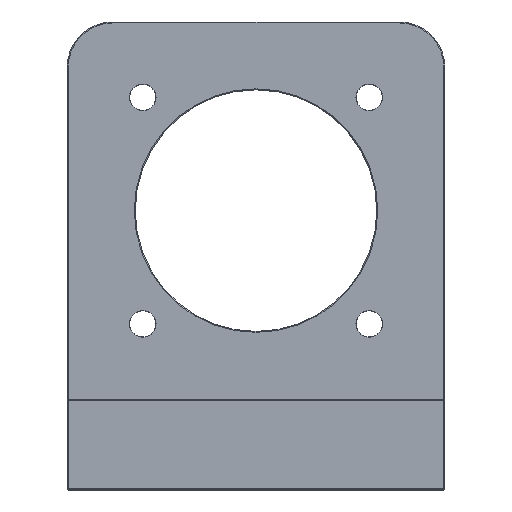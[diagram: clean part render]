
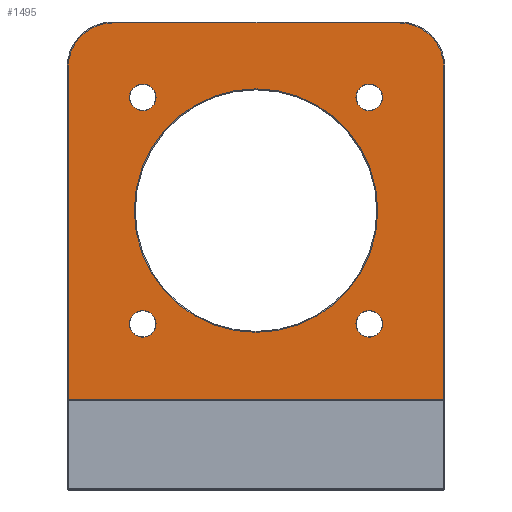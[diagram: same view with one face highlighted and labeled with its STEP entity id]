
A CAD part, top view. The second image highlights one B-rep face of the part: STEP entity #1495.
In plain terms, the highlighted planar face has unit normal (0, 0, 1).
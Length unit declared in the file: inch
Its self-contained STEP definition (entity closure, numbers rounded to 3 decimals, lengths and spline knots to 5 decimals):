
#7 = DIRECTION ( 'NONE',  ( 0., 1., 0. ) ) ;
#24 = PLANE ( 'NONE',  #2063 ) ;
#36 = CARTESIAN_POINT ( 'NONE',  ( 1.9635, -1.97, 0.1968 ) ) ;
#41 = VERTEX_POINT ( 'NONE', #1872 ) ;
#57 = DIRECTION ( 'NONE',  ( 1., 0., 0. ) ) ;
#96 = AXIS2_PLACEMENT_3D ( 'NONE', #1491, #458, #783 ) ;
#101 = VERTEX_POINT ( 'NONE', #2218 ) ;
#106 = AXIS2_PLACEMENT_3D ( 'NONE', #2043, #650, #497 ) ;
#143 = VERTEX_POINT ( 'NONE', #666 ) ;
#145 = DIRECTION ( 'NONE',  ( 0., 1., 0. ) ) ;
#150 = DIRECTION ( 'NONE',  ( 0., 0., 1. ) ) ;
#159 = FACE_BOUND ( 'NONE', #464, .T. ) ;
#160 = CARTESIAN_POINT ( 'NONE',  ( 1.9635, -0.236, 0.1968 ) ) ;
#167 = AXIS2_PLACEMENT_3D ( 'NONE', #323, #857, #543 ) ;
#169 = FACE_BOUND ( 'NONE', #294, .T. ) ;
#179 = EDGE_CURVE ( 'NONE', #1213, #1258, #1827, .T. ) ;
#182 = AXIS2_PLACEMENT_3D ( 'NONE', #1834, #391, #1810 ) ;
#193 = ORIENTED_EDGE ( 'NONE', *, *, #1651, .F. ) ;
#207 = CIRCLE ( 'NONE', #1672, 0.231 ) ;
#211 = DIRECTION ( 'NONE',  ( 0., 0., 1. ) ) ;
#224 = CARTESIAN_POINT ( 'NONE',  ( 0.3242, -0.39285, 0.1968 ) ) ;
#243 = EDGE_CURVE ( 'NONE', #1016, #304, #207, .T. ) ;
#279 = ORIENTED_EDGE ( 'NONE', *, *, #2126, .F. ) ;
#285 = CARTESIAN_POINT ( 'NONE',  ( 1.6443, -0.39285, 0.1968 ) ) ;
#294 = EDGE_LOOP ( 'NONE', ( #1904, #1185 ) ) ;
#304 = VERTEX_POINT ( 'NONE', #1774 ) ;
#307 = CARTESIAN_POINT ( 'NONE',  ( 0.4632, -1.57395, 0.1968 ) ) ;
#312 = DIRECTION ( 'NONE',  ( -1., 0., 0. ) ) ;
#323 = CARTESIAN_POINT ( 'NONE',  ( 0.3937, -0.39285, 0.1968 ) ) ;
#336 = FACE_OUTER_BOUND ( 'NONE', #1359, .T. ) ;
#349 = CARTESIAN_POINT ( 'NONE',  ( 0.3937, -0.39285, 0.1968 ) ) ;
#386 = EDGE_LOOP ( 'NONE', ( #923, #2180 ) ) ;
#391 = DIRECTION ( 'NONE',  ( 0., 0., -1. ) ) ;
#392 = DIRECTION ( 'NONE',  ( 1., 0., 0. ) ) ;
#409 = VERTEX_POINT ( 'NONE', #36 ) ;
#430 = CIRCLE ( 'NONE', #96, 0.0695 ) ;
#458 = DIRECTION ( 'NONE',  ( 0., 0., 1. ) ) ;
#464 = EDGE_LOOP ( 'NONE', ( #1900, #1323 ) ) ;
#470 = VECTOR ( 'NONE', #312, 39.37008 ) ;
#497 = DIRECTION ( 'NONE',  ( 0., 1., 0. ) ) ;
#531 = EDGE_CURVE ( 'NONE', #1156, #566, #2013, .T. ) ;
#539 = CARTESIAN_POINT ( 'NONE',  ( 1.6443, -1.57395, 0.1968 ) ) ;
#543 = DIRECTION ( 'NONE',  ( 1., 0., 0. ) ) ;
#544 = FACE_BOUND ( 'NONE', #386, .T. ) ;
#553 = CIRCLE ( 'NONE', #182, 0.6349 ) ;
#566 = VERTEX_POINT ( 'NONE', #285 ) ;
#594 = EDGE_CURVE ( 'NONE', #566, #1156, #430, .T. ) ;
#599 = EDGE_LOOP ( 'NONE', ( #279, #1528 ) ) ;
#626 = VERTEX_POINT ( 'NONE', #844 ) ;
#650 = DIRECTION ( 'NONE',  ( 0., 0., 1. ) ) ;
#651 = CARTESIAN_POINT ( 'NONE',  ( 0.3937, -1.57395, 0.1968 ) ) ;
#666 = CARTESIAN_POINT ( 'NONE',  ( 1.5053, -1.57395, 0.1968 ) ) ;
#674 = DIRECTION ( 'NONE',  ( 0., 1., 0. ) ) ;
#711 = FACE_BOUND ( 'NONE', #599, .T. ) ;
#724 = VERTEX_POINT ( 'NONE', #307 ) ;
#738 = CIRCLE ( 'NONE', #1321, 0.0695 ) ;
#767 = AXIS2_PLACEMENT_3D ( 'NONE', #651, #1000, #1352 ) ;
#783 = DIRECTION ( 'NONE',  ( 1., 0., 0. ) ) ;
#806 = VECTOR ( 'NONE', #1655, 39.37008 ) ;
#831 = DIRECTION ( 'NONE',  ( 1., 0., 0. ) ) ;
#844 = CARTESIAN_POINT ( 'NONE',  ( 0.236, -0.005, 0.1968 ) ) ;
#857 = DIRECTION ( 'NONE',  ( 0., 0., 1. ) ) ;
#871 = ORIENTED_EDGE ( 'NONE', *, *, #1418, .F. ) ;
#875 = LINE ( 'NONE', #1559, #1207 ) ;
#880 = AXIS2_PLACEMENT_3D ( 'NONE', #1635, #211, #57 ) ;
#882 = CIRCLE ( 'NONE', #106, 0.231 ) ;
#923 = ORIENTED_EDGE ( 'NONE', *, *, #179, .F. ) ;
#966 = CARTESIAN_POINT ( 'NONE',  ( 1.5748, -0.39285, 0.1968 ) ) ;
#995 = ORIENTED_EDGE ( 'NONE', *, *, #1889, .T. ) ;
#1000 = DIRECTION ( 'NONE',  ( 0., 0., 1. ) ) ;
#1016 = VERTEX_POINT ( 'NONE', #1600 ) ;
#1027 = AXIS2_PLACEMENT_3D ( 'NONE', #1379, #2086, #145 ) ;
#1067 = CARTESIAN_POINT ( 'NONE',  ( 1.7325, -0.236, 0.1968 ) ) ;
#1109 = ORIENTED_EDGE ( 'NONE', *, *, #2235, .T. ) ;
#1156 = VERTEX_POINT ( 'NONE', #2064 ) ;
#1162 = VERTEX_POINT ( 'NONE', #1400 ) ;
#1174 = CIRCLE ( 'NONE', #2173, 0.0695 ) ;
#1180 = EDGE_CURVE ( 'NONE', #1258, #1213, #1174, .T. ) ;
#1185 = ORIENTED_EDGE ( 'NONE', *, *, #1634, .T. ) ;
#1202 = CARTESIAN_POINT ( 'NONE',  ( 1.5748, -1.57395, 0.1968 ) ) ;
#1207 = VECTOR ( 'NONE', #2103, 39.37008 ) ;
#1213 = VERTEX_POINT ( 'NONE', #1313 ) ;
#1216 = DIRECTION ( 'NONE',  ( 1., 0., 0. ) ) ;
#1217 = CARTESIAN_POINT ( 'NONE',  ( 0.005, -0.236, 0.1968 ) ) ;
#1226 = LINE ( 'NONE', #160, #1645 ) ;
#1251 = FACE_BOUND ( 'NONE', #1727, .T. ) ;
#1258 = VERTEX_POINT ( 'NONE', #224 ) ;
#1282 = CIRCLE ( 'NONE', #1027, 0.6349 ) ;
#1284 = CIRCLE ( 'NONE', #767, 0.0695 ) ;
#1310 = CARTESIAN_POINT ( 'NONE',  ( 0.34935, -0.9834, 0.1968 ) ) ;
#1313 = CARTESIAN_POINT ( 'NONE',  ( 0.4632, -0.39285, 0.1968 ) ) ;
#1321 = AXIS2_PLACEMENT_3D ( 'NONE', #1382, #150, #1216 ) ;
#1323 = ORIENTED_EDGE ( 'NONE', *, *, #531, .F. ) ;
#1352 = DIRECTION ( 'NONE',  ( 1., 0., 0. ) ) ;
#1355 = ORIENTED_EDGE ( 'NONE', *, *, #243, .T. ) ;
#1359 = EDGE_LOOP ( 'NONE', ( #193, #1401, #1355, #1109, #1936, #995 ) ) ;
#1379 = CARTESIAN_POINT ( 'NONE',  ( 0.98425, -0.9834, 0.1968 ) ) ;
#1382 = CARTESIAN_POINT ( 'NONE',  ( 0.3937, -1.57395, 0.1968 ) ) ;
#1383 = CARTESIAN_POINT ( 'NONE',  ( 1.9685, -0.005, 0.1968 ) ) ;
#1400 = CARTESIAN_POINT ( 'NONE',  ( 0.3242, -1.57395, 0.1968 ) ) ;
#1401 = ORIENTED_EDGE ( 'NONE', *, *, #2267, .T. ) ;
#1409 = DIRECTION ( 'NONE',  ( 0., 1., 0. ) ) ;
#1417 = EDGE_CURVE ( 'NONE', #626, #2272, #882, .T. ) ;
#1418 = EDGE_CURVE ( 'NONE', #1946, #143, #1762, .T. ) ;
#1427 = CIRCLE ( 'NONE', #880, 0.0695 ) ;
#1477 = CARTESIAN_POINT ( 'NONE',  ( 1.9685, -1.97, 0.1968 ) ) ;
#1491 = CARTESIAN_POINT ( 'NONE',  ( 1.5748, -0.39285, 0.1968 ) ) ;
#1495 = ADVANCED_FACE ( 'NONE', ( #544, #711, #1251, #159, #336, #169 ), #24, .F. ) ;
#1518 = ORIENTED_EDGE ( 'NONE', *, *, #2024, .F. ) ;
#1528 = ORIENTED_EDGE ( 'NONE', *, *, #1543, .F. ) ;
#1543 = EDGE_CURVE ( 'NONE', #1162, #724, #738, .T. ) ;
#1553 = DIRECTION ( 'NONE',  ( 0., 0., 1. ) ) ;
#1559 = CARTESIAN_POINT ( 'NONE',  ( 0.005, 0., 0.1968 ) ) ;
#1600 = CARTESIAN_POINT ( 'NONE',  ( 1.9635, -0.236, 0.1968 ) ) ;
#1634 = EDGE_CURVE ( 'NONE', #1818, #101, #553, .T. ) ;
#1635 = CARTESIAN_POINT ( 'NONE',  ( 1.5748, -1.57395, 0.1968 ) ) ;
#1645 = VECTOR ( 'NONE', #7, 39.37008 ) ;
#1651 = EDGE_CURVE ( 'NONE', #409, #41, #2005, .T. ) ;
#1655 = DIRECTION ( 'NONE',  ( -1., 0., 0. ) ) ;
#1662 = DIRECTION ( 'NONE',  ( 0., 0., 1. ) ) ;
#1672 = AXIS2_PLACEMENT_3D ( 'NONE', #1067, #1553, #674 ) ;
#1685 = AXIS2_PLACEMENT_3D ( 'NONE', #1202, #1907, #2057 ) ;
#1727 = EDGE_LOOP ( 'NONE', ( #871, #1518 ) ) ;
#1752 = DIRECTION ( 'NONE',  ( 0., 0., 1. ) ) ;
#1762 = CIRCLE ( 'NONE', #1685, 0.0695 ) ;
#1774 = CARTESIAN_POINT ( 'NONE',  ( 1.7325, -0.005, 0.1968 ) ) ;
#1810 = DIRECTION ( 'NONE',  ( 0., 1., 0. ) ) ;
#1818 = VERTEX_POINT ( 'NONE', #1310 ) ;
#1827 = CIRCLE ( 'NONE', #167, 0.0695 ) ;
#1834 = CARTESIAN_POINT ( 'NONE',  ( 0.98425, -0.9834, 0.1968 ) ) ;
#1868 = EDGE_CURVE ( 'NONE', #101, #1818, #1282, .T. ) ;
#1872 = CARTESIAN_POINT ( 'NONE',  ( 0.005, -1.97, 0.1968 ) ) ;
#1889 = EDGE_CURVE ( 'NONE', #2272, #41, #875, .T. ) ;
#1898 = LINE ( 'NONE', #1383, #470 ) ;
#1900 = ORIENTED_EDGE ( 'NONE', *, *, #594, .F. ) ;
#1904 = ORIENTED_EDGE ( 'NONE', *, *, #1868, .T. ) ;
#1907 = DIRECTION ( 'NONE',  ( 0., 0., 1. ) ) ;
#1936 = ORIENTED_EDGE ( 'NONE', *, *, #1417, .T. ) ;
#1946 = VERTEX_POINT ( 'NONE', #539 ) ;
#1954 = CARTESIAN_POINT ( 'NONE',  ( 1.9685, 0., 0.1968 ) ) ;
#2005 = LINE ( 'NONE', #1477, #806 ) ;
#2013 = CIRCLE ( 'NONE', #2131, 0.0695 ) ;
#2024 = EDGE_CURVE ( 'NONE', #143, #1946, #1427, .T. ) ;
#2043 = CARTESIAN_POINT ( 'NONE',  ( 0.236, -0.236, 0.1968 ) ) ;
#2057 = DIRECTION ( 'NONE',  ( 1., 0., 0. ) ) ;
#2063 = AXIS2_PLACEMENT_3D ( 'NONE', #1954, #2142, #1409 ) ;
#2064 = CARTESIAN_POINT ( 'NONE',  ( 1.5053, -0.39285, 0.1968 ) ) ;
#2086 = DIRECTION ( 'NONE',  ( 0., 0., -1. ) ) ;
#2103 = DIRECTION ( 'NONE',  ( 0., -1., 0. ) ) ;
#2126 = EDGE_CURVE ( 'NONE', #724, #1162, #1284, .T. ) ;
#2131 = AXIS2_PLACEMENT_3D ( 'NONE', #966, #1662, #831 ) ;
#2142 = DIRECTION ( 'NONE',  ( 0., 0., -1. ) ) ;
#2173 = AXIS2_PLACEMENT_3D ( 'NONE', #349, #1752, #392 ) ;
#2180 = ORIENTED_EDGE ( 'NONE', *, *, #1180, .F. ) ;
#2218 = CARTESIAN_POINT ( 'NONE',  ( 1.61915, -0.9834, 0.1968 ) ) ;
#2235 = EDGE_CURVE ( 'NONE', #304, #626, #1898, .T. ) ;
#2267 = EDGE_CURVE ( 'NONE', #409, #1016, #1226, .T. ) ;
#2272 = VERTEX_POINT ( 'NONE', #1217 ) ;
